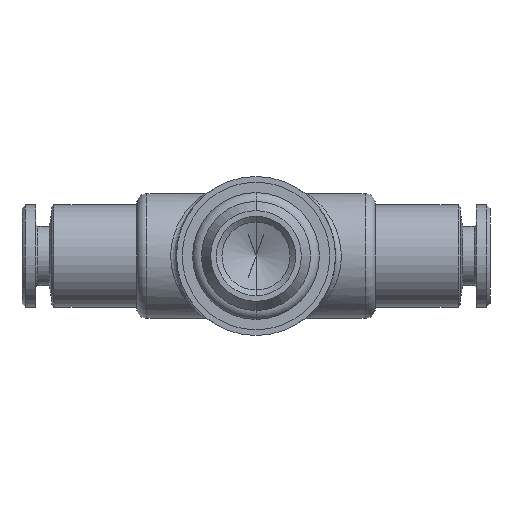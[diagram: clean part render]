
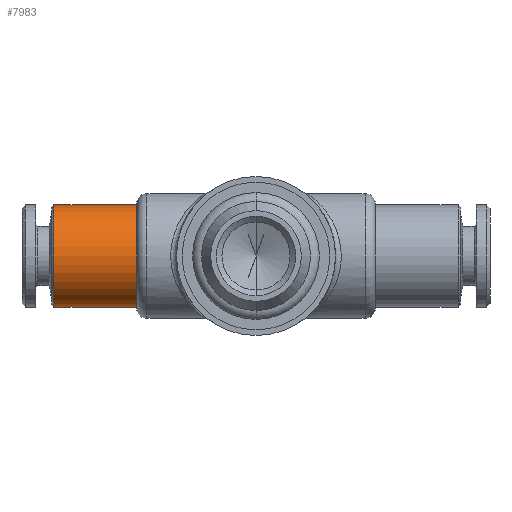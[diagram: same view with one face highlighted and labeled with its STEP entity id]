
A CAD part, front view. The second image highlights one B-rep face of the part: STEP entity #7983.
In plain terms, the highlighted cylindrical face has radius 4.5 mm (diameter 9 mm), a partial arc.
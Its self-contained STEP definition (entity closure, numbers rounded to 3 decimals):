
#3288 = CARTESIAN_POINT ( 'NONE',  ( -17.8, 15., -4.5 ) ) ;
#3536 = DIRECTION ( 'NONE',  ( 1., 0., 0. ) ) ;
#3537 = VECTOR ( 'NONE', #3536, 1000. ) ;
#3538 = CARTESIAN_POINT ( 'NONE',  ( 0., 15., 4.5 ) ) ;
#3539 = LINE ( 'NONE', #3538, #3537 ) ;
#3623 = LINE ( 'NONE', #3632, #3631 ) ;
#3624 = CARTESIAN_POINT ( 'NONE',  ( -10.5, 15., -4.5 ) ) ;
#3630 = DIRECTION ( 'NONE',  ( 1., 0., 0. ) ) ;
#3631 = VECTOR ( 'NONE', #3630, 1000. ) ;
#3632 = CARTESIAN_POINT ( 'NONE',  ( 0., 15., -4.5 ) ) ;
#6650 = CYLINDRICAL_SURFACE ( 'NONE', #6662, 4.5 ) ;
#6660 = DIRECTION ( 'NONE',  ( 0., 0., 1. ) ) ;
#6661 = DIRECTION ( 'NONE',  ( 1., 0., 0. ) ) ;
#6662 = AXIS2_PLACEMENT_3D ( 'NONE', #6663, #6661, #6660 ) ;
#6663 = CARTESIAN_POINT ( 'NONE',  ( 0., 15., 0. ) ) ;
#6692 = FACE_OUTER_BOUND ( 'NONE', #7979, .T. ) ;
#6695 = CIRCLE ( 'NONE', #6737, 4.5 ) ;
#6702 = DIRECTION ( 'NONE',  ( 0., 0., 1. ) ) ;
#6735 = DIRECTION ( 'NONE',  ( -1., 0., 0. ) ) ;
#6736 = CARTESIAN_POINT ( 'NONE',  ( -17.8, 15., 0. ) ) ;
#6737 = AXIS2_PLACEMENT_3D ( 'NONE', #6736, #6735, #6702 ) ;
#6795 = DIRECTION ( 'NONE',  ( 0., 0., 1. ) ) ;
#6796 = DIRECTION ( 'NONE',  ( -1., 0., 0. ) ) ;
#6797 = CARTESIAN_POINT ( 'NONE',  ( -10.5, 15., 0. ) ) ;
#6798 = AXIS2_PLACEMENT_3D ( 'NONE', #6797, #6796, #6795 ) ;
#6805 = CARTESIAN_POINT ( 'NONE',  ( -10.5, 15., 4.5 ) ) ;
#6818 = CARTESIAN_POINT ( 'NONE',  ( -17.8, 15., 4.5 ) ) ;
#6826 = CIRCLE ( 'NONE', #6798, 4.5 ) ;
#7973 = EDGE_CURVE ( 'NONE', #7990, #7984, #6695, .T. ) ;
#7977 = ORIENTED_EDGE ( 'NONE', *, *, #7973, .F. ) ;
#7979 = EDGE_LOOP ( 'NONE', ( #7977, #8052, #8045, #8020 ) ) ;
#7983 = ADVANCED_FACE ( 'NONE', ( #6692 ), #6650, .T. ) ;
#7984 = VERTEX_POINT ( 'NONE', #6818 ) ;
#7990 = VERTEX_POINT ( 'NONE', #3288 ) ;
#7999 = EDGE_CURVE ( 'NONE', #8046, #8019, #6826, .T. ) ;
#8019 = VERTEX_POINT ( 'NONE', #6805 ) ;
#8020 = ORIENTED_EDGE ( 'NONE', *, *, #8023, .F. ) ;
#8023 = EDGE_CURVE ( 'NONE', #7984, #8019, #3539, .T. ) ;
#8042 = EDGE_CURVE ( 'NONE', #7990, #8046, #3623, .T. ) ;
#8045 = ORIENTED_EDGE ( 'NONE', *, *, #7999, .T. ) ;
#8046 = VERTEX_POINT ( 'NONE', #3624 ) ;
#8052 = ORIENTED_EDGE ( 'NONE', *, *, #8042, .T. ) ;
